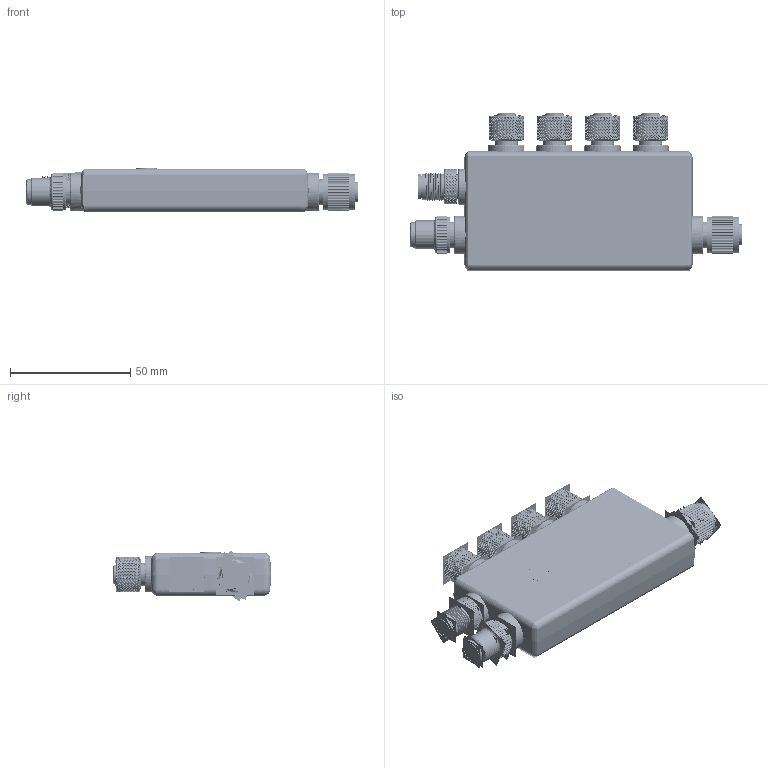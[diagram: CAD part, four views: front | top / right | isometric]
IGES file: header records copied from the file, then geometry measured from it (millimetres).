
Start section:  PTC IGES file: 252152_sm01.igs
Global section: file name: 252152_sm01.igs; native system: Creo Parametric by PTC Inc.; preprocessor: 2022414; author: banengservice; organization: Unknown; date: 20260216.115022; units: millimetre
Bounding box: 138.2 x 65.71 x 21.01 mm (x, y, z)
Volume: 533 mm3; surface area: 153214.7 mm2
Topology: 1 solids, 290 shells, 37098 faces, 164551 edges, 195502 vertices
Faces by surface type: bspline 28564, revolution 8534
